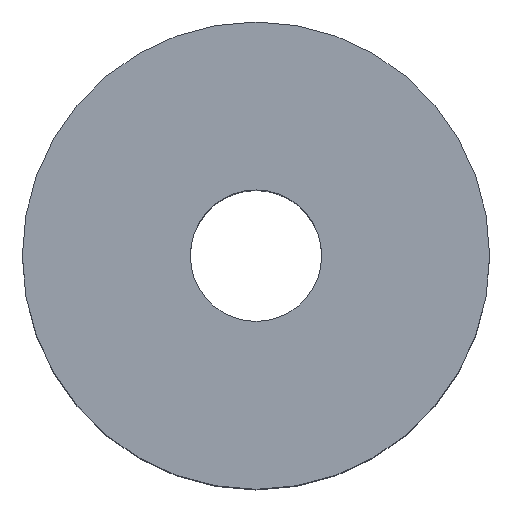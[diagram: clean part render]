
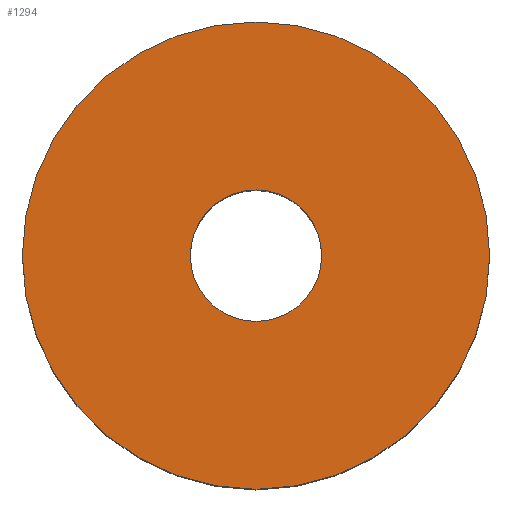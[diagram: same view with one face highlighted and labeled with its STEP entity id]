
A CAD part, top view. The second image highlights one B-rep face of the part: STEP entity #1294.
In plain terms, the highlighted planar face has unit normal (0, 0, 1).
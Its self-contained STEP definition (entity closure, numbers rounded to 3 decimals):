
#21=FACE_BOUND('',#217,.T.);
#35=PLANE('',#1405);
#59=CIRCLE('',#1403,8.);
#60=CIRCLE('',#1404,8.);
#61=CIRCLE('',#1406,2.25);
#62=CIRCLE('',#1407,2.25);
#138=FACE_OUTER_BOUND('',#216,.T.);
#216=EDGE_LOOP('',(#1135,#1136));
#217=EDGE_LOOP('',(#1137,#1138));
#569=VERTEX_POINT('',#5272);
#570=VERTEX_POINT('',#5273);
#571=VERTEX_POINT('',#5278);
#572=VERTEX_POINT('',#5279);
#761=EDGE_CURVE('',#569,#570,#59,.T.);
#762=EDGE_CURVE('',#570,#569,#60,.T.);
#764=EDGE_CURVE('',#571,#572,#61,.T.);
#765=EDGE_CURVE('',#572,#571,#62,.T.);
#1135=ORIENTED_EDGE('',*,*,#761,.T.);
#1136=ORIENTED_EDGE('',*,*,#762,.T.);
#1137=ORIENTED_EDGE('',*,*,#764,.F.);
#1138=ORIENTED_EDGE('',*,*,#765,.F.);
#1294=ADVANCED_FACE('',(#138,#21),#35,.T.);
#1403=AXIS2_PLACEMENT_3D('',#5274,#1659,#1660);
#1404=AXIS2_PLACEMENT_3D('',#5275,#1661,#1662);
#1405=AXIS2_PLACEMENT_3D('',#5277,#1664,#1665);
#1406=AXIS2_PLACEMENT_3D('',#5280,#1666,#1667);
#1407=AXIS2_PLACEMENT_3D('',#5281,#1668,#1669);
#1659=DIRECTION('center_axis',(0.,0.,1.));
#1660=DIRECTION('ref_axis',(1.,0.,0.));
#1661=DIRECTION('center_axis',(0.,0.,1.));
#1662=DIRECTION('ref_axis',(1.,0.,0.));
#1664=DIRECTION('center_axis',(0.,0.,1.));
#1665=DIRECTION('ref_axis',(1.,0.,0.));
#1666=DIRECTION('center_axis',(0.,0.,1.));
#1667=DIRECTION('ref_axis',(1.,0.,0.));
#1668=DIRECTION('center_axis',(0.,0.,1.));
#1669=DIRECTION('ref_axis',(1.,0.,0.));
#5272=CARTESIAN_POINT('',(8.,0.,12.75));
#5273=CARTESIAN_POINT('',(-8.,0.,12.75));
#5274=CARTESIAN_POINT('Origin',(0.,0.,12.75));
#5275=CARTESIAN_POINT('Origin',(0.,0.,12.75));
#5277=CARTESIAN_POINT('Origin',(2.25,0.,12.75));
#5278=CARTESIAN_POINT('',(2.25,0.,12.75));
#5279=CARTESIAN_POINT('',(-2.25,0.,12.75));
#5280=CARTESIAN_POINT('Origin',(0.,0.,12.75));
#5281=CARTESIAN_POINT('Origin',(0.,0.,12.75));
